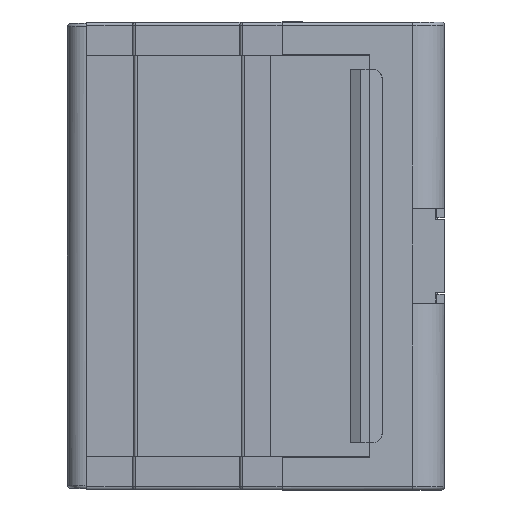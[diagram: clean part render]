
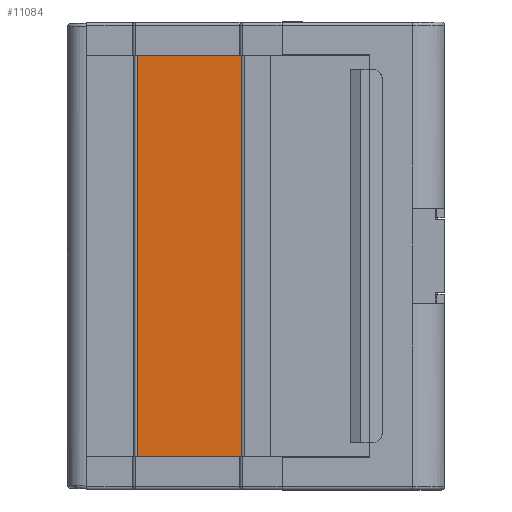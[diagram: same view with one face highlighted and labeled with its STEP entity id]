
A CAD part, left-side view. The second image highlights one B-rep face of the part: STEP entity #11084.
In plain terms, the highlighted planar face has unit normal (-1, 0, 0).
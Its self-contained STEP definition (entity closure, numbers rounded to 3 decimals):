
#343 = DIRECTION ( 'NONE',  ( 0., 0., 1. ) ) ;
#1397 = VERTEX_POINT ( 'NONE', #11245 ) ;
#1438 = VECTOR ( 'NONE', #343, 1000. ) ;
#2398 = EDGE_LOOP ( 'NONE', ( #17286, #21532, #7302, #6557 ) ) ;
#2723 = VERTEX_POINT ( 'NONE', #4851 ) ;
#3066 = CARTESIAN_POINT ( 'NONE',  ( -30.806, 35.695, -136.824 ) ) ;
#3230 = PLANE ( 'NONE',  #8898 ) ;
#3405 = CARTESIAN_POINT ( 'NONE',  ( -30.806, 19.693, -136.824 ) ) ;
#4851 = CARTESIAN_POINT ( 'NONE',  ( -30.806, 35.695, -66.85 ) ) ;
#5063 = EDGE_CURVE ( 'NONE', #2723, #11338, #18964, .T. ) ;
#6557 = ORIENTED_EDGE ( 'NONE', *, *, #10891, .T. ) ;
#7113 = EDGE_CURVE ( 'NONE', #1397, #2723, #14933, .T. ) ;
#7302 = ORIENTED_EDGE ( 'NONE', *, *, #15119, .T. ) ;
#7953 = VECTOR ( 'NONE', #15318, 1000. ) ;
#8898 = AXIS2_PLACEMENT_3D ( 'NONE', #3066, #22859, #12049 ) ;
#9651 = DIRECTION ( 'NONE',  ( 0., 1., 0. ) ) ;
#10868 = CARTESIAN_POINT ( 'NONE',  ( -30.806, 35.695, -5.15 ) ) ;
#10891 = EDGE_CURVE ( 'NONE', #12988, #11338, #14722, .T. ) ;
#10936 = CARTESIAN_POINT ( 'NONE',  ( -30.806, 19.693, -5.15 ) ) ;
#11084 = ADVANCED_FACE ( 'NONE', ( #23140 ), #3230, .F. ) ;
#11245 = CARTESIAN_POINT ( 'NONE',  ( -30.806, 19.693, -66.85 ) ) ;
#11338 = VERTEX_POINT ( 'NONE', #10868 ) ;
#12049 = DIRECTION ( 'NONE',  ( 0., 1., 0. ) ) ;
#12988 = VERTEX_POINT ( 'NONE', #10936 ) ;
#14722 = LINE ( 'NONE', #20561, #7953 ) ;
#14933 = LINE ( 'NONE', #16858, #19172 ) ;
#15119 = EDGE_CURVE ( 'NONE', #1397, #12988, #18854, .T. ) ;
#15318 = DIRECTION ( 'NONE',  ( 0., 1., 0. ) ) ;
#15546 = CARTESIAN_POINT ( 'NONE',  ( -30.806, 35.695, -136.824 ) ) ;
#16858 = CARTESIAN_POINT ( 'NONE',  ( -30.806, 35.695, -66.85 ) ) ;
#17181 = VECTOR ( 'NONE', #19649, 1000. ) ;
#17286 = ORIENTED_EDGE ( 'NONE', *, *, #5063, .F. ) ;
#18854 = LINE ( 'NONE', #3405, #17181 ) ;
#18964 = LINE ( 'NONE', #15546, #1438 ) ;
#19172 = VECTOR ( 'NONE', #9651, 1000. ) ;
#19649 = DIRECTION ( 'NONE',  ( 0., 0., 1. ) ) ;
#20561 = CARTESIAN_POINT ( 'NONE',  ( -30.806, 35.695, -5.15 ) ) ;
#21532 = ORIENTED_EDGE ( 'NONE', *, *, #7113, .F. ) ;
#22859 = DIRECTION ( 'NONE',  ( 1., 0., 0. ) ) ;
#23140 = FACE_OUTER_BOUND ( 'NONE', #2398, .T. ) ;
